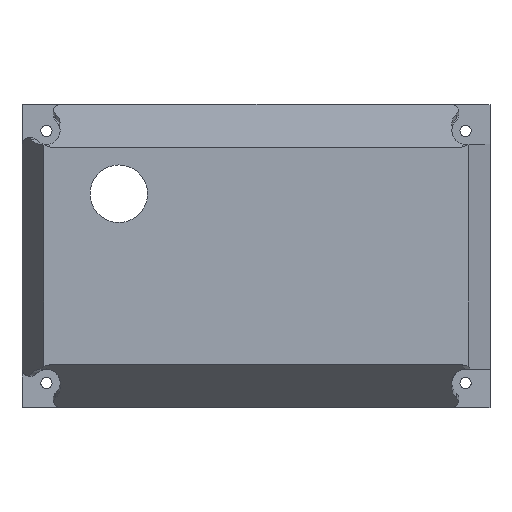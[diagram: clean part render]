
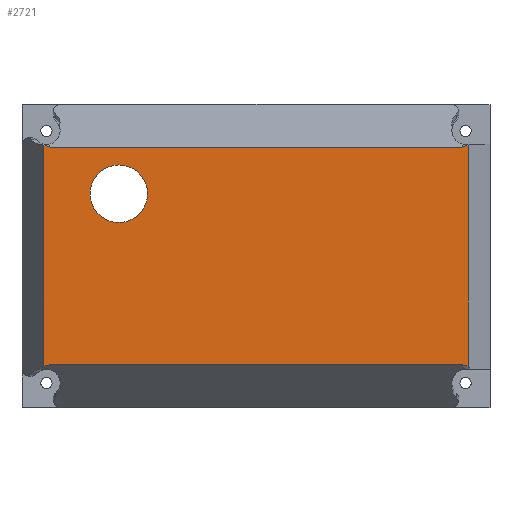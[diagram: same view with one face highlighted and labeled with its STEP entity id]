
A CAD part, top view. The second image highlights one B-rep face of the part: STEP entity #2721.
In plain terms, the highlighted planar face has unit normal (0, 0, 1).
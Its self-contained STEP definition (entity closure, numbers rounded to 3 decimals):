
#42=FACE_BOUND('',#404,.T.);
#155=PLANE('',#2922);
#255=FACE_OUTER_BOUND('',#403,.T.);
#403=EDGE_LOOP('',(#2051,#2052,#2053,#2054,#2055,#2056,#2057,#2058));
#404=EDGE_LOOP('',(#2059));
#571=LINE('',#4121,#836);
#575=LINE('',#4131,#840);
#578=LINE('',#4153,#843);
#581=LINE('',#4161,#846);
#602=LINE('',#4234,#867);
#619=LINE('',#4286,#884);
#628=LINE('',#4319,#893);
#631=LINE('',#4331,#896);
#836=VECTOR('',#3240,10.);
#840=VECTOR('',#3248,10.);
#843=VECTOR('',#3269,10.);
#846=VECTOR('',#3276,10.);
#867=VECTOR('',#3319,10.);
#884=VECTOR('',#3356,10.);
#893=VECTOR('',#3385,10.);
#896=VECTOR('',#3392,10.);
#1068=CIRCLE('',#2923,7.75);
#1184=VERTEX_POINT('',#4119);
#1185=VERTEX_POINT('',#4120);
#1189=VERTEX_POINT('',#4130);
#1199=VERTEX_POINT('',#4152);
#1202=VERTEX_POINT('',#4160);
#1225=VERTEX_POINT('',#4233);
#1244=VERTEX_POINT('',#4285);
#1252=VERTEX_POINT('',#4318);
#1254=VERTEX_POINT('',#4332);
#1474=EDGE_CURVE('',#1184,#1185,#571,.T.);
#1479=EDGE_CURVE('',#1185,#1189,#575,.T.);
#1490=EDGE_CURVE('',#1189,#1199,#578,.T.);
#1494=EDGE_CURVE('',#1199,#1202,#581,.T.);
#1524=EDGE_CURVE('',#1225,#1184,#602,.T.);
#1548=EDGE_CURVE('',#1202,#1244,#619,.T.);
#1562=EDGE_CURVE('',#1252,#1225,#628,.T.);
#1566=EDGE_CURVE('',#1244,#1252,#631,.T.);
#1567=EDGE_CURVE('',#1254,#1254,#1068,.T.);
#2051=ORIENTED_EDGE('',*,*,#1548,.F.);
#2052=ORIENTED_EDGE('',*,*,#1494,.F.);
#2053=ORIENTED_EDGE('',*,*,#1490,.F.);
#2054=ORIENTED_EDGE('',*,*,#1479,.F.);
#2055=ORIENTED_EDGE('',*,*,#1474,.F.);
#2056=ORIENTED_EDGE('',*,*,#1524,.F.);
#2057=ORIENTED_EDGE('',*,*,#1562,.F.);
#2058=ORIENTED_EDGE('',*,*,#1566,.F.);
#2059=ORIENTED_EDGE('',*,*,#1567,.T.);
#2721=ADVANCED_FACE('',(#255,#42),#155,.T.);
#2922=AXIS2_PLACEMENT_3D('',#4330,#3390,#3391);
#2923=AXIS2_PLACEMENT_3D('',#4333,#3393,#3394);
#3240=DIRECTION('',(0.97,-0.243,0.));
#3248=DIRECTION('',(1.,0.,0.));
#3269=DIRECTION('',(0.97,0.243,0.));
#3276=DIRECTION('',(0.,-1.,0.));
#3319=DIRECTION('',(0.,1.,0.));
#3356=DIRECTION('',(-0.97,0.243,0.));
#3385=DIRECTION('',(-0.97,-0.243,0.));
#3390=DIRECTION('center_axis',(0.,0.,1.));
#3391=DIRECTION('ref_axis',(-1.,0.,0.));
#3392=DIRECTION('',(-1.,0.,0.));
#3393=DIRECTION('center_axis',(0.,0.,-1.));
#3394=DIRECTION('ref_axis',(-1.,0.,0.));
#4119=CARTESIAN_POINT('',(-57.182,30.023,40.985));
#4120=CARTESIAN_POINT('',(-55.45,29.59,40.985));
#4121=CARTESIAN_POINT('',(-25.232,22.036,40.985));
#4130=CARTESIAN_POINT('',(55.45,29.59,40.985));
#4131=CARTESIAN_POINT('',(-0.435,29.59,40.985));
#4152=CARTESIAN_POINT('',(57.182,30.023,40.985));
#4153=CARTESIAN_POINT('',(24.413,21.831,40.985));
#4160=CARTESIAN_POINT('',(57.182,-29.523,40.985));
#4161=CARTESIAN_POINT('',(57.182,-3.39,40.985));
#4233=CARTESIAN_POINT('',(-57.182,-29.523,40.985));
#4234=CARTESIAN_POINT('',(-57.182,-3.39,40.985));
#4285=CARTESIAN_POINT('',(55.45,-29.09,40.985));
#4286=CARTESIAN_POINT('',(27.036,-21.987,40.985));
#4318=CARTESIAN_POINT('',(-55.45,-29.09,40.985));
#4319=CARTESIAN_POINT('',(-27.854,-22.191,40.985));
#4330=CARTESIAN_POINT('Origin',(0.,0.25,40.985));
#4331=CARTESIAN_POINT('',(-0.435,-29.09,40.985));
#4332=CARTESIAN_POINT('',(-29.25,17.,40.985));
#4333=CARTESIAN_POINT('Origin',(-37.,17.,40.985));
